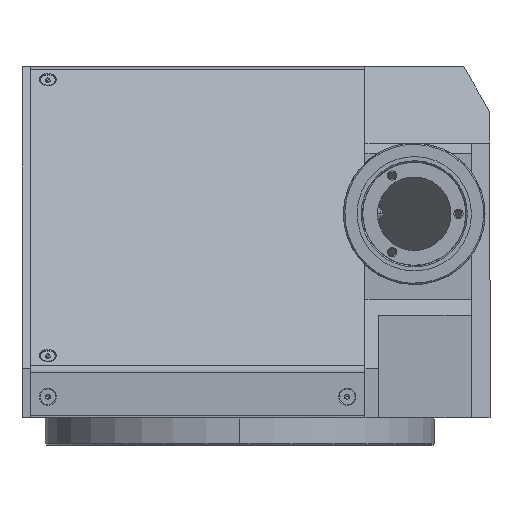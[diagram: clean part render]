
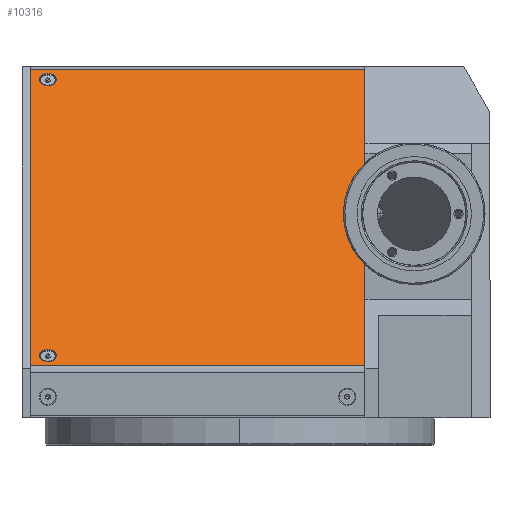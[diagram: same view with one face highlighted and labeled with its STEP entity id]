
A CAD part, left-side view. The second image highlights one B-rep face of the part: STEP entity #10316.
In plain terms, the highlighted planar face has unit normal (-0.707, 0, 0.707).
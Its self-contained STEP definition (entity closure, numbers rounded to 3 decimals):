
#421 = AXIS2_PLACEMENT_3D ( 'NONE', #16592, #5031, #2503 ) ;
#474 = LINE ( 'NONE', #4617, #14942 ) ;
#965 = CARTESIAN_POINT ( 'NONE',  ( 31.615, -46., 134.828 ) ) ;
#975 = ORIENTED_EDGE ( 'NONE', *, *, #15834, .F. ) ;
#987 = PLANE ( 'NONE',  #10732 ) ;
#1115 = EDGE_CURVE ( 'NONE', #10862, #8780, #11827, .T. ) ;
#1180 = EDGE_CURVE ( 'NONE', #8780, #8958, #12944, .T. ) ;
#2000 = DIRECTION ( 'NONE',  ( 0.707, 0., 0.707 ) ) ;
#2145 = CARTESIAN_POINT ( 'NONE',  ( -73.293, 70.5, 29.92 ) ) ;
#2503 = DIRECTION ( 'NONE',  ( 0.707, 0., 0.707 ) ) ;
#2536 = ORIENTED_EDGE ( 'NONE', *, *, #6459, .F. ) ;
#2948 = DIRECTION ( 'NONE',  ( -0.707, 0., -0.707 ) ) ;
#3126 = ORIENTED_EDGE ( 'NONE', *, *, #11555, .F. ) ;
#3522 = CARTESIAN_POINT ( 'NONE',  ( -77.414, 77., 25.799 ) ) ;
#3686 = VERTEX_POINT ( 'NONE', #13206 ) ;
#3980 = DIRECTION ( 'NONE',  ( 0., 1., 0. ) ) ;
#4143 = CIRCLE ( 'NONE', #8192, 3.15 ) ;
#4422 = EDGE_LOOP ( 'NONE', ( #7727, #2536 ) ) ;
#4617 = CARTESIAN_POINT ( 'NONE',  ( 31.615, 77., 134.828 ) ) ;
#4688 = EDGE_CURVE ( 'NONE', #9216, #8958, #15780, .T. ) ;
#5031 = DIRECTION ( 'NONE',  ( -0.707, 0., 0.707 ) ) ;
#5275 = CARTESIAN_POINT ( 'NONE',  ( 25.852, 70.5, 129.066 ) ) ;
#5974 = FACE_BOUND ( 'NONE', #4422, .T. ) ;
#6063 = CARTESIAN_POINT ( 'NONE',  ( 28.08, 70.5, 131.293 ) ) ;
#6069 = VECTOR ( 'NONE', #3980, 1000. ) ;
#6143 = FACE_BOUND ( 'NONE', #13302, .T. ) ;
#6294 = ORIENTED_EDGE ( 'NONE', *, *, #1180, .F. ) ;
#6459 = EDGE_CURVE ( 'NONE', #12958, #3686, #4143, .T. ) ;
#6519 = EDGE_CURVE ( 'NONE', #9216, #10862, #474, .T. ) ;
#6903 = CIRCLE ( 'NONE', #421, 3.15 ) ;
#6946 = ORIENTED_EDGE ( 'NONE', *, *, #4688, .T. ) ;
#7727 = ORIENTED_EDGE ( 'NONE', *, *, #15038, .F. ) ;
#7765 = CARTESIAN_POINT ( 'NONE',  ( 30.307, 70.5, 133.52 ) ) ;
#7911 = VECTOR ( 'NONE', #2948, 1000. ) ;
#8099 = CARTESIAN_POINT ( 'NONE',  ( -77.414, 77., 25.799 ) ) ;
#8192 = AXIS2_PLACEMENT_3D ( 'NONE', #9432, #14580, #12124 ) ;
#8414 = DIRECTION ( 'NONE',  ( -0.707, 0., 0.707 ) ) ;
#8503 = DIRECTION ( 'NONE',  ( -0.707, 0., 0.707 ) ) ;
#8504 = DIRECTION ( 'NONE',  ( 0., -1., 0. ) ) ;
#8664 = DIRECTION ( 'NONE',  ( 0.707, 0., 0.707 ) ) ;
#8780 = VERTEX_POINT ( 'NONE', #9778 ) ;
#8815 = ORIENTED_EDGE ( 'NONE', *, *, #1115, .F. ) ;
#8827 = CARTESIAN_POINT ( 'NONE',  ( 31.615, 77., 134.828 ) ) ;
#8958 = VERTEX_POINT ( 'NONE', #9503 ) ;
#9216 = VERTEX_POINT ( 'NONE', #8827 ) ;
#9432 = CARTESIAN_POINT ( 'NONE',  ( -73.293, 70.5, 29.92 ) ) ;
#9503 = CARTESIAN_POINT ( 'NONE',  ( -76.828, 77., 26.385 ) ) ;
#9778 = CARTESIAN_POINT ( 'NONE',  ( -76.828, -46., 26.385 ) ) ;
#9819 = DIRECTION ( 'NONE',  ( 0.707, 0., 0.707 ) ) ;
#9997 = ORIENTED_EDGE ( 'NONE', *, *, #6519, .F. ) ;
#10316 = ADVANCED_FACE ( 'NONE', ( #5974, #6143, #15086 ), #987, .T. ) ;
#10404 = CARTESIAN_POINT ( 'NONE',  ( -76.828, 77., 26.385 ) ) ;
#10732 = AXIS2_PLACEMENT_3D ( 'NONE', #3522, #8503, #8664 ) ;
#10862 = VERTEX_POINT ( 'NONE', #965 ) ;
#11039 = AXIS2_PLACEMENT_3D ( 'NONE', #6063, #8414, #2000 ) ;
#11555 = EDGE_CURVE ( 'NONE', #12470, #16539, #12943, .T. ) ;
#11827 = LINE ( 'NONE', #15705, #13887 ) ;
#12124 = DIRECTION ( 'NONE',  ( 0.707, 0., 0.707 ) ) ;
#12257 = AXIS2_PLACEMENT_3D ( 'NONE', #2145, #12351, #9819 ) ;
#12351 = DIRECTION ( 'NONE',  ( -0.707, 0., 0.707 ) ) ;
#12470 = VERTEX_POINT ( 'NONE', #5275 ) ;
#12943 = CIRCLE ( 'NONE', #11039, 3.15 ) ;
#12944 = LINE ( 'NONE', #10404, #6069 ) ;
#12958 = VERTEX_POINT ( 'NONE', #16449 ) ;
#13206 = CARTESIAN_POINT ( 'NONE',  ( -71.066, 70.5, 32.148 ) ) ;
#13302 = EDGE_LOOP ( 'NONE', ( #975, #3126 ) ) ;
#13887 = VECTOR ( 'NONE', #15549, 1000. ) ;
#14580 = DIRECTION ( 'NONE',  ( -0.707, 0., 0.707 ) ) ;
#14886 = EDGE_LOOP ( 'NONE', ( #8815, #9997, #6946, #6294 ) ) ;
#14942 = VECTOR ( 'NONE', #8504, 1000. ) ;
#14970 = CIRCLE ( 'NONE', #12257, 3.15 ) ;
#15038 = EDGE_CURVE ( 'NONE', #3686, #12958, #14970, .T. ) ;
#15086 = FACE_OUTER_BOUND ( 'NONE', #14886, .T. ) ;
#15549 = DIRECTION ( 'NONE',  ( -0.707, 0., -0.707 ) ) ;
#15705 = CARTESIAN_POINT ( 'NONE',  ( -77.414, -46., 25.799 ) ) ;
#15780 = LINE ( 'NONE', #8099, #7911 ) ;
#15834 = EDGE_CURVE ( 'NONE', #16539, #12470, #6903, .T. ) ;
#16449 = CARTESIAN_POINT ( 'NONE',  ( -75.52, 70.5, 27.693 ) ) ;
#16539 = VERTEX_POINT ( 'NONE', #7765 ) ;
#16592 = CARTESIAN_POINT ( 'NONE',  ( 28.08, 70.5, 131.293 ) ) ;
